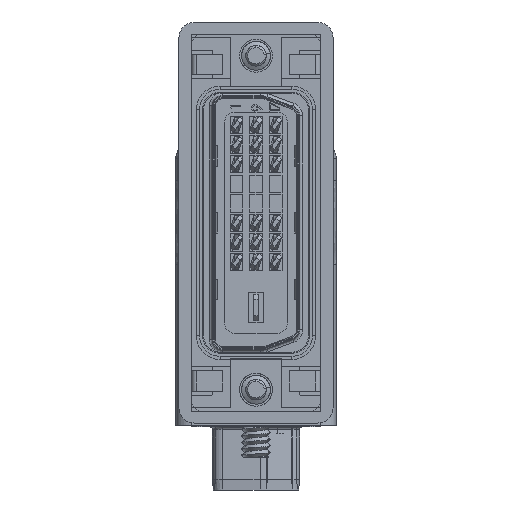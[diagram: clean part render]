
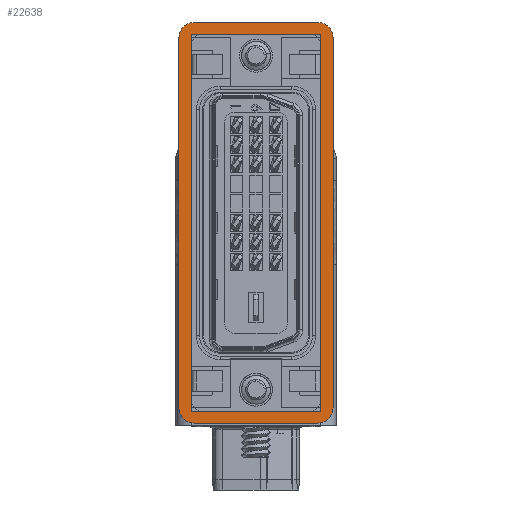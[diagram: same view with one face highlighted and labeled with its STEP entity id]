
A CAD part, left-side view. The second image highlights one B-rep face of the part: STEP entity #22638.
In plain terms, the highlighted face is planar.
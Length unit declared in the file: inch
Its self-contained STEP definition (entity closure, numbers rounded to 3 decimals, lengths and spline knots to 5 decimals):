
#3224 = CARTESIAN_POINT ( 'NONE',  ( 0.70866, -0.29528, 0. ) ) ;
#3226 = CARTESIAN_POINT ( 'NONE',  ( -0.70866, -0.29528, 0. ) ) ;
#3228 = CARTESIAN_POINT ( 'NONE',  ( 0.76772, 0.23622, 0. ) ) ;
#3231 = CARTESIAN_POINT ( 'NONE',  ( 0.76772, -0.23622, 0. ) ) ;
#8451 = EDGE_CURVE ( 'NONE', #52435, #52403, #45231, .T. ) ;
#8457 = EDGE_CURVE ( 'NONE', #52394, #52407, #45235, .T. ) ;
#8461 = EDGE_CURVE ( 'NONE', #52428, #52420, #45251, .T. ) ;
#8466 = EDGE_CURVE ( 'NONE', #52420, #34629, #45259, .T. ) ;
#8472 = EDGE_CURVE ( 'NONE', #34629, #34632, #45269, .T. ) ;
#8474 = EDGE_CURVE ( 'NONE', #34632, #34625, #45273, .T. ) ;
#8481 = EDGE_CURVE ( 'NONE', #34625, #34627, #45283, .T. ) ;
#8483 = EDGE_CURVE ( 'NONE', #34627, #52399, #45287, .T. ) ;
#8489 = EDGE_CURVE ( 'NONE', #52399, #52425, #45297, .T. ) ;
#8491 = EDGE_CURVE ( 'NONE', #52425, #52428, #45301, .T. ) ;
#8581 = EDGE_CURVE ( 'NONE', #52407, #52435, #45445, .T. ) ;
#8601 = EDGE_CURVE ( 'NONE', #52403, #52394, #45481, .T. ) ;
#22638 = ADVANCED_FACE ( 'NONE', ( #40096, #40097 ), #59221, .T. ) ;
#34024 = EDGE_LOOP ( 'NONE', ( #67784, #67910, #67713, #67845 ) ) ;
#34027 = EDGE_LOOP ( 'NONE', ( #68137, #67841, #68143, #67737, #68141, #67908, #68177, #68010 ) ) ;
#34625 = VERTEX_POINT ( 'NONE', #3224 ) ;
#34627 = VERTEX_POINT ( 'NONE', #3226 ) ;
#34629 = VERTEX_POINT ( 'NONE', #3228 ) ;
#34632 = VERTEX_POINT ( 'NONE', #3231 ) ;
#40096 = FACE_OUTER_BOUND ( 'NONE', #34027, .T. ) ;
#40097 = FACE_BOUND ( 'NONE', #34024, .T. ) ;
#43730 = AXIS2_PLACEMENT_3D ( 'NONE', #56890, #56892, #56894 ) ;
#43731 = AXIS2_PLACEMENT_3D ( 'NONE', #56908, #56910, #56911 ) ;
#43732 = AXIS2_PLACEMENT_3D ( 'NONE', #56926, #56928, #56929 ) ;
#43733 = AXIS2_PLACEMENT_3D ( 'NONE', #56945, #56947, #56949 ) ;
#44228 = AXIS2_PLACEMENT_3D ( 'NONE', #59217, #59212, #59224 ) ;
#45231 = LINE ( 'NONE', #56859, #45237 ) ;
#45235 = LINE ( 'NONE', #56852, #45249 ) ;
#45237 = VECTOR ( 'NONE', #56861, 39.37008 ) ;
#45249 = VECTOR ( 'NONE', #56871, 39.37008 ) ;
#45251 = LINE ( 'NONE', #56878, #45257 ) ;
#45257 = VECTOR ( 'NONE', #56881, 39.37008 ) ;
#45259 = CIRCLE ( 'NONE', #43730, 0.05906 ) ;
#45269 = LINE ( 'NONE', #56899, #45275 ) ;
#45273 = CIRCLE ( 'NONE', #43731, 0.05906 ) ;
#45275 = VECTOR ( 'NONE', #56902, 39.37008 ) ;
#45283 = LINE ( 'NONE', #56917, #45289 ) ;
#45287 = CIRCLE ( 'NONE', #43732, 0.05906 ) ;
#45289 = VECTOR ( 'NONE', #56919, 39.37008 ) ;
#45297 = LINE ( 'NONE', #56935, #45303 ) ;
#45301 = CIRCLE ( 'NONE', #43733, 0.05906 ) ;
#45303 = VECTOR ( 'NONE', #56938, 39.37008 ) ;
#45445 = LINE ( 'NONE', #57150, #45451 ) ;
#45451 = VECTOR ( 'NONE', #57151, 39.37008 ) ;
#45481 = LINE ( 'NONE', #57186, #45487 ) ;
#45487 = VECTOR ( 'NONE', #57188, 39.37008 ) ;
#52394 = VERTEX_POINT ( 'NONE', #61484 ) ;
#52399 = VERTEX_POINT ( 'NONE', #61489 ) ;
#52403 = VERTEX_POINT ( 'NONE', #61493 ) ;
#52407 = VERTEX_POINT ( 'NONE', #61497 ) ;
#52420 = VERTEX_POINT ( 'NONE', #61510 ) ;
#52425 = VERTEX_POINT ( 'NONE', #61515 ) ;
#52428 = VERTEX_POINT ( 'NONE', #61518 ) ;
#52435 = VERTEX_POINT ( 'NONE', #61525 ) ;
#56852 = CARTESIAN_POINT ( 'NONE',  ( -0.72244, -0.29528, 0. ) ) ;
#56859 = CARTESIAN_POINT ( 'NONE',  ( 0.72244, -0.29528, 0. ) ) ;
#56861 = DIRECTION ( 'NONE',  ( 0., 1., 0. ) ) ;
#56871 = DIRECTION ( 'NONE',  ( 0., -1., 0. ) ) ;
#56878 = CARTESIAN_POINT ( 'NONE',  ( 0.76772, 0.29528, 0. ) ) ;
#56881 = DIRECTION ( 'NONE',  ( 1., 0., 0. ) ) ;
#56890 = CARTESIAN_POINT ( 'NONE',  ( 0.70866, 0.23622, 0. ) ) ;
#56892 = DIRECTION ( 'NONE',  ( 0., 0., -1. ) ) ;
#56894 = DIRECTION ( 'NONE',  ( -1., 0., 0. ) ) ;
#56899 = CARTESIAN_POINT ( 'NONE',  ( 0.76772, -0.29528, 0. ) ) ;
#56902 = DIRECTION ( 'NONE',  ( 0., -1., 0. ) ) ;
#56908 = CARTESIAN_POINT ( 'NONE',  ( 0.70866, -0.23622, 0. ) ) ;
#56910 = DIRECTION ( 'NONE',  ( 0., 0., -1. ) ) ;
#56911 = DIRECTION ( 'NONE',  ( -1., 0., 0. ) ) ;
#56917 = CARTESIAN_POINT ( 'NONE',  ( 0.76772, -0.29528, 0. ) ) ;
#56919 = DIRECTION ( 'NONE',  ( -1., 0., 0. ) ) ;
#56926 = CARTESIAN_POINT ( 'NONE',  ( -0.70866, -0.23622, 0. ) ) ;
#56928 = DIRECTION ( 'NONE',  ( 0., 0., -1. ) ) ;
#56929 = DIRECTION ( 'NONE',  ( -1., 0., 0. ) ) ;
#56935 = CARTESIAN_POINT ( 'NONE',  ( -0.76772, -0.29528, 0. ) ) ;
#56938 = DIRECTION ( 'NONE',  ( 0., 1., 0. ) ) ;
#56945 = CARTESIAN_POINT ( 'NONE',  ( -0.70866, 0.23622, 0. ) ) ;
#56947 = DIRECTION ( 'NONE',  ( 0., 0., -1. ) ) ;
#56949 = DIRECTION ( 'NONE',  ( -1., 0., 0. ) ) ;
#57150 = CARTESIAN_POINT ( 'NONE',  ( 0.76772, -0.24803, 0. ) ) ;
#57151 = DIRECTION ( 'NONE',  ( 1., 0., 0. ) ) ;
#57186 = CARTESIAN_POINT ( 'NONE',  ( 0.27559, 0.24803, 0. ) ) ;
#57188 = DIRECTION ( 'NONE',  ( -1., 0., 0. ) ) ;
#59212 = DIRECTION ( 'NONE',  ( 0., 0., -1. ) ) ;
#59217 = CARTESIAN_POINT ( 'NONE',  ( 0.76772, -0.29528, 0. ) ) ;
#59221 = PLANE ( 'NONE',  #44228 ) ;
#59224 = DIRECTION ( 'NONE',  ( -1., 0., 0. ) ) ;
#61484 = CARTESIAN_POINT ( 'NONE',  ( -0.72244, 0.24803, 0. ) ) ;
#61489 = CARTESIAN_POINT ( 'NONE',  ( -0.76772, -0.23622, 0. ) ) ;
#61493 = CARTESIAN_POINT ( 'NONE',  ( 0.72244, 0.24803, 0. ) ) ;
#61497 = CARTESIAN_POINT ( 'NONE',  ( -0.72244, -0.24803, 0. ) ) ;
#61510 = CARTESIAN_POINT ( 'NONE',  ( 0.70866, 0.29528, 0. ) ) ;
#61515 = CARTESIAN_POINT ( 'NONE',  ( -0.76772, 0.23622, 0. ) ) ;
#61518 = CARTESIAN_POINT ( 'NONE',  ( -0.70866, 0.29528, 0. ) ) ;
#61525 = CARTESIAN_POINT ( 'NONE',  ( 0.72244, -0.24803, 0. ) ) ;
#67713 = ORIENTED_EDGE ( 'NONE', *, *, #8451, .T. ) ;
#67737 = ORIENTED_EDGE ( 'NONE', *, *, #8466, .T. ) ;
#67784 = ORIENTED_EDGE ( 'NONE', *, *, #8457, .T. ) ;
#67841 = ORIENTED_EDGE ( 'NONE', *, *, #8491, .T. ) ;
#67845 = ORIENTED_EDGE ( 'NONE', *, *, #8601, .T. ) ;
#67908 = ORIENTED_EDGE ( 'NONE', *, *, #8474, .T. ) ;
#67910 = ORIENTED_EDGE ( 'NONE', *, *, #8581, .T. ) ;
#68010 = ORIENTED_EDGE ( 'NONE', *, *, #8483, .T. ) ;
#68137 = ORIENTED_EDGE ( 'NONE', *, *, #8489, .T. ) ;
#68141 = ORIENTED_EDGE ( 'NONE', *, *, #8472, .T. ) ;
#68143 = ORIENTED_EDGE ( 'NONE', *, *, #8461, .T. ) ;
#68177 = ORIENTED_EDGE ( 'NONE', *, *, #8481, .T. ) ;
